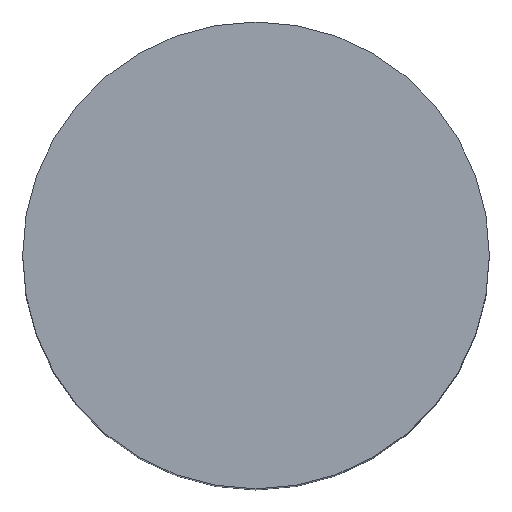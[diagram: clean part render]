
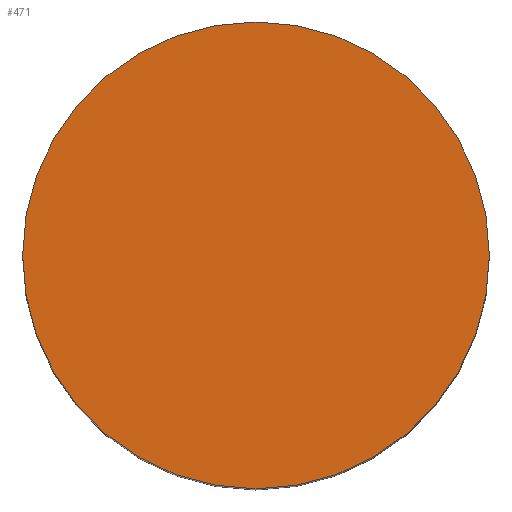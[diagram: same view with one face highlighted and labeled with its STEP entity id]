
A CAD part, top view. The second image highlights one B-rep face of the part: STEP entity #471.
In plain terms, the highlighted planar face has unit normal (0, 0, 1).
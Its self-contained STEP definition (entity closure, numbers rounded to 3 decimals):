
#421=AXIS2_PLACEMENT_3D('Circle Axis2P3D',#419,#420,$) ;
#452=AXIS2_PLACEMENT_3D('Circle Axis2P3D',#450,#451,$) ;
#465=AXIS2_PLACEMENT_3D('Plane Axis2P3D',#462,#463,#464) ;
#419=CARTESIAN_POINT('Axis2P3D Location',(1.65,1.65,16.5)) ;
#423=CARTESIAN_POINT('Vertex',(3.3,1.65,16.5)) ;
#425=CARTESIAN_POINT('Vertex',(0.,1.65,16.5)) ;
#450=CARTESIAN_POINT('Axis2P3D Location',(1.65,1.65,16.5)) ;
#462=CARTESIAN_POINT('Axis2P3D Location',(1.65,1.65,16.5)) ;
#420=DIRECTION('Axis2P3D Direction',(0.,0.,-1.)) ;
#451=DIRECTION('Axis2P3D Direction',(0.,0.,-1.)) ;
#463=DIRECTION('Axis2P3D Direction',(0.,0.,-1.)) ;
#464=DIRECTION('Axis2P3D XDirection',(1.,0.,0.)) ;
#468=ORIENTED_EDGE('',*,*,#427,.F.) ;
#469=ORIENTED_EDGE('',*,*,#454,.F.) ;
#471=ADVANCED_FACE('NONE',(#470),#466,.F.) ;
#422=CIRCLE('generated circle',#421,1.65) ;
#453=CIRCLE('generated circle',#452,1.65) ;
#427=EDGE_CURVE('',#424,#426,#422,.T.) ;
#454=EDGE_CURVE('',#426,#424,#453,.T.) ;
#467=EDGE_LOOP('',(#468,#469)) ;
#470=FACE_OUTER_BOUND('',#467,.T.) ;
#466=PLANE('',#465) ;
#424=VERTEX_POINT('',#423) ;
#426=VERTEX_POINT('',#425) ;
